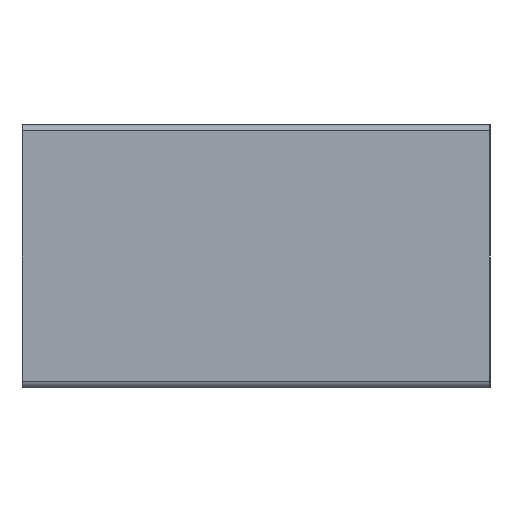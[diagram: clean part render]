
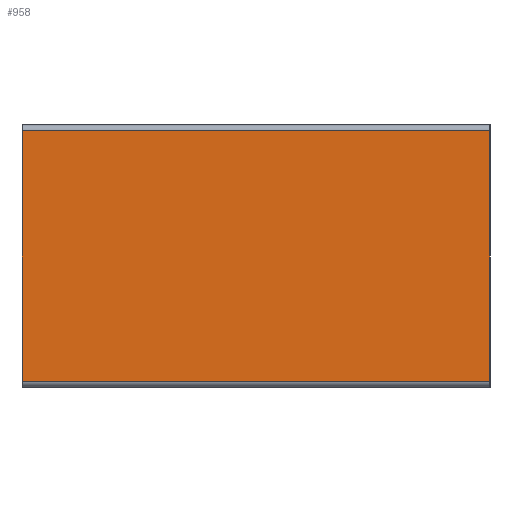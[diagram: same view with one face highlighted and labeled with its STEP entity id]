
A CAD part, left-side view. The second image highlights one B-rep face of the part: STEP entity #958.
In plain terms, the highlighted planar face has unit normal (-1, 0, 0).
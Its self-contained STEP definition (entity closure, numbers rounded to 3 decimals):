
#781 = VERTEX_POINT('',#782);
#782 = CARTESIAN_POINT('',(-1.56,-1.25,0.03));
#789 = EDGE_CURVE('',#790,#781,#792,.T.);
#790 = VERTEX_POINT('',#791);
#791 = CARTESIAN_POINT('',(-1.56,-1.25,1.37));
#792 = LINE('',#793,#794);
#793 = CARTESIAN_POINT('',(-1.56,-1.25,1.4));
#794 = VECTOR('',#795,1.);
#795 = DIRECTION('',(0.,0.,-1.));
#838 = EDGE_CURVE('',#790,#839,#841,.T.);
#839 = VERTEX_POINT('',#840);
#840 = CARTESIAN_POINT('',(-1.56,1.25,1.37));
#841 = LINE('',#842,#843);
#842 = CARTESIAN_POINT('',(-1.56,-1.25,1.37));
#843 = VECTOR('',#844,1.);
#844 = DIRECTION('',(0.,1.,0.));
#922 = VERTEX_POINT('',#923);
#923 = CARTESIAN_POINT('',(-1.56,1.25,0.03));
#930 = EDGE_CURVE('',#839,#922,#931,.T.);
#931 = LINE('',#932,#933);
#932 = CARTESIAN_POINT('',(-1.56,1.25,1.4));
#933 = VECTOR('',#934,1.);
#934 = DIRECTION('',(0.,0.,-1.));
#958 = ADVANCED_FACE('',(#959),#970,.T.);
#959 = FACE_BOUND('',#960,.T.);
#960 = EDGE_LOOP('',(#961,#962,#963,#964));
#961 = ORIENTED_EDGE('',*,*,#789,.F.);
#962 = ORIENTED_EDGE('',*,*,#838,.T.);
#963 = ORIENTED_EDGE('',*,*,#930,.T.);
#964 = ORIENTED_EDGE('',*,*,#965,.F.);
#965 = EDGE_CURVE('',#781,#922,#966,.T.);
#966 = LINE('',#967,#968);
#967 = CARTESIAN_POINT('',(-1.56,-1.25,0.03));
#968 = VECTOR('',#969,1.);
#969 = DIRECTION('',(0.,1.,0.));
#970 = PLANE('',#971);
#971 = AXIS2_PLACEMENT_3D('',#972,#973,#974);
#972 = CARTESIAN_POINT('',(-1.56,-1.25,1.4));
#973 = DIRECTION('',(-1.,0.,0.));
#974 = DIRECTION('',(0.,0.,-1.));
